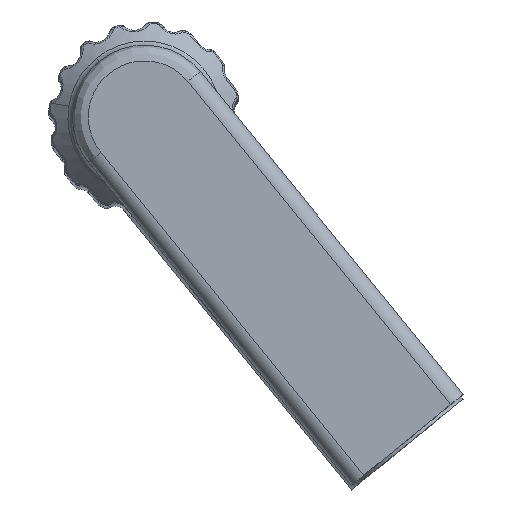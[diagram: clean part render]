
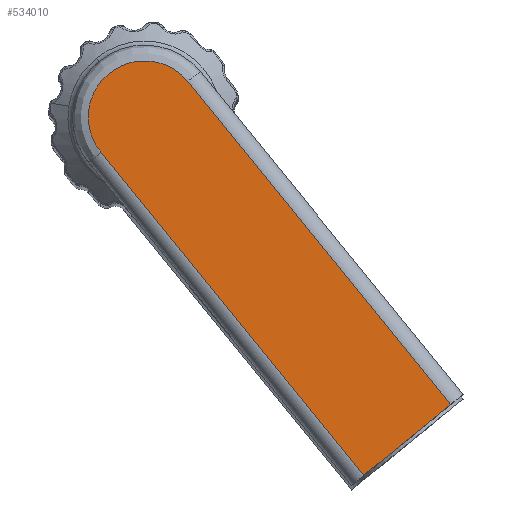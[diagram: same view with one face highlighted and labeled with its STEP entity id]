
A CAD part, top view. The second image highlights one B-rep face of the part: STEP entity #534010.
In plain terms, the highlighted planar face has unit normal (-0.011, 0.013, 1).
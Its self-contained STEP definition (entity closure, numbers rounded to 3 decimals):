
#525880=CARTESIAN_POINT('',(13.696,-22.376,19.5));
#525890=VERTEX_POINT('',#525880);
#525920=CARTESIAN_POINT('',(16.41,-20.167,19.5));
#525930=DIRECTION('',(-0.776,-0.631,
0.));
#525940=VECTOR('',#525930,1.);
#525950=LINE('',#525920,#525940);
#525960=CARTESIAN_POINT('',(19.125,-17.958,19.5));
#525970=VERTEX_POINT('',#525960);
#525980=EDGE_CURVE('',#525970,#525890,#525950,.T.);
#533280=CARTESIAN_POINT('',(0.911,4.426,
18.996));
#533290=DIRECTION('',(-0.631,0.776,
-0.017));
#533300=VECTOR('',#533290,1.);
#533310=LINE('',#533280,#533300);
#533320=CARTESIAN_POINT('',(2.704,2.223,
19.046));
#533330=VERTEX_POINT('',#533320);
#533340=EDGE_CURVE('',#525970,#533330,#533310,.T.);
#533480=CARTESIAN_POINT('',(16.41,-20.167,19.5));
#533490=DIRECTION('',(-0.011,0.014,
1.));
#533500=DIRECTION('',(0.776,0.631,
0.));
#533510=AXIS2_PLACEMENT_3D('',#533480,#533490,#533500);
#533520=PLANE('',#533510);
#533530=CARTESIAN_POINT('',(-4.518,0.007,
18.996));
#533540=DIRECTION('',(0.631,-0.776,
0.017));
#533550=VECTOR('',#533540,1.);
#533560=LINE('',#533530,#533550);
#533570=CARTESIAN_POINT('',(-2.726,-2.196,
19.046));
#533580=VERTEX_POINT('',#533570);
#533590=EDGE_CURVE('',#533580,#525890,#533560,.T.);
#533600=ORIENTED_EDGE('',*,*,#533590,.T.);
#533610=CARTESIAN_POINT('',(2.704,2.223,
19.046));
#533620=CARTESIAN_POINT('',(2.678,2.255,
19.045));
#533630=CARTESIAN_POINT('',(2.651,2.286,
19.044));
#533640=CARTESIAN_POINT('',(2.585,2.362,
19.043));
#533650=CARTESIAN_POINT('',(2.545,2.405,
19.042));
#533660=CARTESIAN_POINT('',(2.303,2.656,
19.036));
#533670=CARTESIAN_POINT('',(2.077,2.838,
19.031));
#533680=CARTESIAN_POINT('',(1.585,3.142,
19.021));
#533690=CARTESIAN_POINT('',(1.321,3.263,
19.017));
#533700=CARTESIAN_POINT('',(0.77,3.437,
19.008));
#533710=CARTESIAN_POINT('',(0.485,3.49,
19.004));
#533720=CARTESIAN_POINT('',(-0.092,3.525,
18.997));
#533730=CARTESIAN_POINT('',(-0.382,3.506,
18.994));
#533740=CARTESIAN_POINT('',(-0.95,3.398,
18.99));
#533750=CARTESIAN_POINT('',(-1.226,3.309,
18.988));
#533760=CARTESIAN_POINT('',(-1.75,3.065,
18.985));
#533770=CARTESIAN_POINT('',(-1.996,2.911,
18.985));
#533780=CARTESIAN_POINT('',(-2.22,2.728,
18.985));
#533790=CARTESIAN_POINT('',(-2.532,2.475,
18.985));
#533800=CARTESIAN_POINT('',(-2.798,2.169,
18.986));
#533810=CARTESIAN_POINT('',(-3.155,1.578,
18.99));
#533820=CARTESIAN_POINT('',(-3.274,1.313,
18.992));
#533830=CARTESIAN_POINT('',(-3.443,0.76,
18.998));
#533840=CARTESIAN_POINT('',(-3.493,0.474,
19.001));
#533850=CARTESIAN_POINT('',(-3.521,-0.104,
19.009));
#533860=CARTESIAN_POINT('',(-3.499,-0.393,
19.013));
#533870=CARTESIAN_POINT('',(-3.385,-0.96,
19.022));
#533880=CARTESIAN_POINT('',(-3.293,-1.235,
19.027));
#533890=CARTESIAN_POINT('',(-3.067,-1.709,
19.036));
#533900=CARTESIAN_POINT('',(-2.944,-1.911,
19.04));
#533910=CARTESIAN_POINT('',(-2.777,-2.131,
19.044));
#533920=CARTESIAN_POINT('',(-2.752,-2.164,
19.045));
#533930=CARTESIAN_POINT('',(-2.726,-2.196,
19.046));
#533940=B_SPLINE_CURVE_WITH_KNOTS('',3,(#533610,#533620,#533630,#533640,
#533650,#533660,#533670,#533680,#533690,#533700,#533710,#533720,#533730,
#533740,#533750,#533760,#533770,#533780,#533790,#533800,#533810,#533820,
#533830,#533840,#533850,#533860,#533870,#533880,#533890,#533900,#533910,
#533920,#533930),.UNSPECIFIED.,.F.,.F.,(4,2,2,2,2,2,2,2,3,2,2,2,2,2,2,4)
,(0.,0.141,0.344,1.333,
2.322,3.31,4.299,5.287,
6.276,7.651,8.64,9.629,
10.618,11.607,12.413,12.554),
.UNSPECIFIED.);
#533950=EDGE_CURVE('',#533330,#533580,#533940,.T.);
#533960=ORIENTED_EDGE('',*,*,#533950,.T.);
#533970=ORIENTED_EDGE('',*,*,#533340,.T.);
#533980=ORIENTED_EDGE('',*,*,#525980,.F.);
#533990=EDGE_LOOP('',(#533980,#533970,#533960,#533600));
#534000=FACE_OUTER_BOUND('',#533990,.T.);
#534010=ADVANCED_FACE('',(#534000),#533520,.T.);
